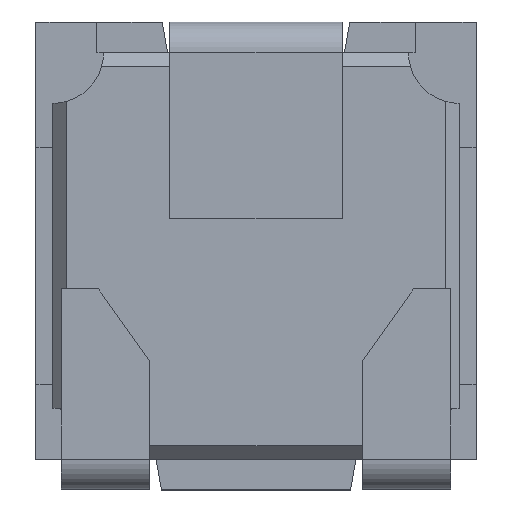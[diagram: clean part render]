
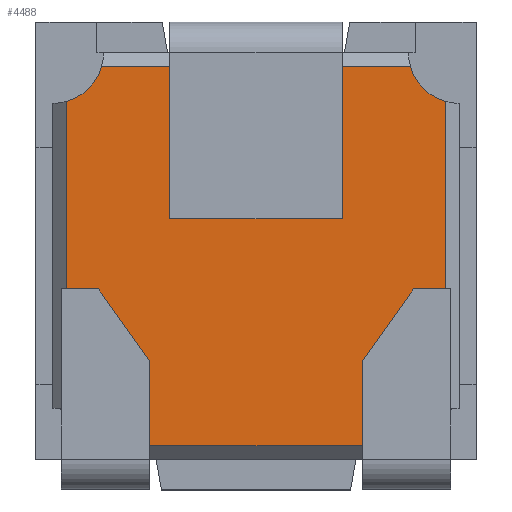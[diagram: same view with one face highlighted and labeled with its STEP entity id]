
A CAD part, top view. The second image highlights one B-rep face of the part: STEP entity #4488.
In plain terms, the highlighted planar face has unit normal (0, 0, 1).
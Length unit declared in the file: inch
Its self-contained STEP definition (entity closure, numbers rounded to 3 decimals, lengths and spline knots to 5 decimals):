
#1028=CARTESIAN_POINT('',(-0.04554,0.059,0.0638));
#1042=CARTESIAN_POINT('',(-0.06,0.063,0.0638));
#1043=DIRECTION('',(0.,0.,1.));
#1044=DIRECTION('',(0.267,-0.964,0.));
#1045=AXIS2_PLACEMENT_3D('',#1042,#1043,#1044);
#1047=DIRECTION('',(1.,0.,0.));
#1048=VECTOR('',#1047,0.09109);
#1049=CARTESIAN_POINT('',(-0.04554,0.059,0.0638));
#1050=LINE('',#1049,#1048);
#1051=CARTESIAN_POINT('',(0.06,0.063,0.0638));
#1052=DIRECTION('',(0.,0.,1.));
#1053=DIRECTION('',(-0.964,-0.267,0.));
#1054=AXIS2_PLACEMENT_3D('',#1051,#1052,#1053);
#1056=CARTESIAN_POINT('',(0.06,-0.057,0.0638));
#1057=DIRECTION('',(0.,0.,1.));
#1058=DIRECTION('',(-0.267,0.964,0.));
#1059=AXIS2_PLACEMENT_3D('',#1056,#1057,#1058);
#1061=CARTESIAN_POINT('',(-0.06,-0.057,0.0638));
#1062=DIRECTION('',(0.,0.,1.));
#1063=DIRECTION('',(0.964,0.267,0.));
#1064=AXIS2_PLACEMENT_3D('',#1061,#1062,#1063);
#1066=DIRECTION('',(0.,1.,0.));
#1067=VECTOR('',#1066,0.09109);
#1068=CARTESIAN_POINT('',(-0.056,-0.04254,0.0638));
#1069=LINE('',#1068,#1067);
#1075=DIRECTION('',(0.,1.,0.));
#1076=VECTOR('',#1075,0.09109);
#1077=CARTESIAN_POINT('',(0.056,-0.04254,0.0638));
#1078=LINE('',#1077,#1076);
#1093=DIRECTION('',(1.,0.,0.));
#1094=VECTOR('',#1093,0.09109);
#1095=CARTESIAN_POINT('',(-0.04554,-0.053,0.0638));
#1096=LINE('',#1095,#1094);
#1111=CARTESIAN_POINT('',(-0.056,-0.04254,0.0638));
#2451=VERTEX_POINT('',#1028);
#2452=CARTESIAN_POINT('',(-0.056,0.04854,0.0638));
#2453=VERTEX_POINT('',#2452);
#2692=VERTEX_POINT('',#1111);
#2693=CARTESIAN_POINT('',(-0.04554,-0.053,0.0638));
#2694=VERTEX_POINT('',#2693);
#2698=CARTESIAN_POINT('',(0.04554,0.059,0.0638));
#2699=VERTEX_POINT('',#2698);
#2700=CARTESIAN_POINT('',(0.056,0.04854,0.0638));
#2701=VERTEX_POINT('',#2700);
#2702=CARTESIAN_POINT('',(0.056,-0.04254,0.0638));
#2703=VERTEX_POINT('',#2702);
#2704=CARTESIAN_POINT('',(0.04554,-0.053,0.0638));
#2705=VERTEX_POINT('',#2704);
#4470=CARTESIAN_POINT('',(0.,0.,0.0638));
#4471=DIRECTION('',(0.,0.,1.));
#4472=DIRECTION('',(-1.,0.,0.));
#4473=AXIS2_PLACEMENT_3D('',#4470,#4471,#4472);
#4474=PLANE('',#4473);
#4475=ORIENTED_EDGE('',*,*,#3566,.T.);
#4476=ORIENTED_EDGE('',*,*,#4465,.T.);
#4477=ORIENTED_EDGE('',*,*,#3645,.T.);
#4479=ORIENTED_EDGE('',*,*,#4478,.F.);
#4480=ORIENTED_EDGE('',*,*,#3732,.T.);
#4482=ORIENTED_EDGE('',*,*,#4481,.F.);
#4483=ORIENTED_EDGE('',*,*,#3476,.T.);
#4485=ORIENTED_EDGE('',*,*,#4484,.T.);
#4486=EDGE_LOOP('',(#4475,#4476,#4477,#4479,#4480,#4482,#4483,#4485));
#4487=FACE_OUTER_BOUND('',#4486,.F.);
#4488=ADVANCED_FACE('',(#4487),#4474,.T.);
#1046=CIRCLE('',#1045,0.015);
#1055=CIRCLE('',#1054,0.015);
#1060=CIRCLE('',#1059,0.015);
#1065=CIRCLE('',#1064,0.015);
#3476=EDGE_CURVE('',#2694,#2692,#1065,.T.);
#3566=EDGE_CURVE('',#2453,#2451,#1046,.T.);
#3645=EDGE_CURVE('',#2699,#2701,#1055,.T.);
#3732=EDGE_CURVE('',#2703,#2705,#1060,.T.);
#4465=EDGE_CURVE('',#2451,#2699,#1050,.T.);
#4478=EDGE_CURVE('',#2703,#2701,#1078,.T.);
#4481=EDGE_CURVE('',#2694,#2705,#1096,.T.);
#4484=EDGE_CURVE('',#2692,#2453,#1069,.T.);
